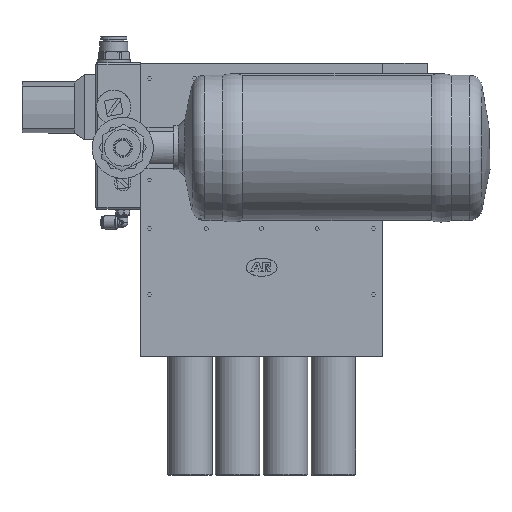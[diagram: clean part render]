
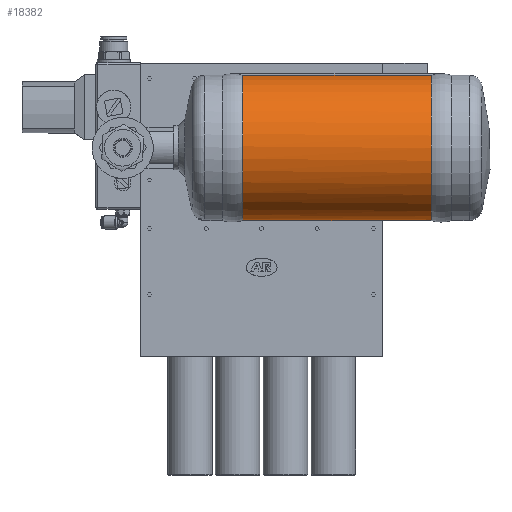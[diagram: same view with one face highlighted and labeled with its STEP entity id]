
A CAD part, top view. The second image highlights one B-rep face of the part: STEP entity #18382.
In plain terms, the highlighted cylindrical face has radius 57 mm (diameter 114 mm), a full revolution.
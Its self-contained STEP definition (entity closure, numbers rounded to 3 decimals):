
#596=CYLINDRICAL_SURFACE('',#19711,57.);
#942=FACE_OUTER_BOUND('',#2061,.T.);
#2061=EDGE_LOOP('',(#12865,#12866,#12867,#12868,#12869,#12870,#12871,#12872,
#12873,#12874));
#3288=CIRCLE('',#19712,57.);
#3289=CIRCLE('',#19713,57.);
#3290=CIRCLE('',#19714,57.);
#3291=CIRCLE('',#19715,57.);
#3292=CIRCLE('',#19716,57.);
#3293=CIRCLE('',#19717,57.);
#4055=LINE('',#28034,#5856);
#4056=LINE('',#28038,#5857);
#4057=LINE('',#28045,#5858);
#5856=VECTOR('',#22146,10.);
#5857=VECTOR('',#22149,57.);
#5858=VECTOR('',#22156,10.);
#7732=VERTEX_POINT('',#28030);
#7733=VERTEX_POINT('',#28031);
#7734=VERTEX_POINT('',#28033);
#7735=VERTEX_POINT('',#28035);
#7736=VERTEX_POINT('',#28037);
#7737=VERTEX_POINT('',#28039);
#7738=VERTEX_POINT('',#28042);
#7739=VERTEX_POINT('',#28044);
#9698=EDGE_CURVE('',#7732,#7733,#3288,.T.);
#9699=EDGE_CURVE('',#7734,#7732,#4055,.T.);
#9700=EDGE_CURVE('',#7735,#7734,#3289,.T.);
#9701=EDGE_CURVE('',#7735,#7736,#4056,.T.);
#9702=EDGE_CURVE('',#7736,#7737,#3290,.T.);
#9703=EDGE_CURVE('',#7737,#7736,#3291,.T.);
#9704=EDGE_CURVE('',#7738,#7735,#3292,.T.);
#9705=EDGE_CURVE('',#7739,#7738,#4057,.T.);
#9706=EDGE_CURVE('',#7733,#7739,#3293,.T.);
#12865=ORIENTED_EDGE('',*,*,#9698,.F.);
#12866=ORIENTED_EDGE('',*,*,#9699,.F.);
#12867=ORIENTED_EDGE('',*,*,#9700,.F.);
#12868=ORIENTED_EDGE('',*,*,#9701,.T.);
#12869=ORIENTED_EDGE('',*,*,#9702,.T.);
#12870=ORIENTED_EDGE('',*,*,#9703,.T.);
#12871=ORIENTED_EDGE('',*,*,#9701,.F.);
#12872=ORIENTED_EDGE('',*,*,#9704,.F.);
#12873=ORIENTED_EDGE('',*,*,#9705,.F.);
#12874=ORIENTED_EDGE('',*,*,#9706,.F.);
#18382=ADVANCED_FACE('',(#942),#596,.T.);
#19711=AXIS2_PLACEMENT_3D('',#28029,#22142,#22143);
#19712=AXIS2_PLACEMENT_3D('',#28032,#22144,#22145);
#19713=AXIS2_PLACEMENT_3D('',#28036,#22147,#22148);
#19714=AXIS2_PLACEMENT_3D('',#28040,#22150,#22151);
#19715=AXIS2_PLACEMENT_3D('',#28041,#22152,#22153);
#19716=AXIS2_PLACEMENT_3D('',#28043,#22154,#22155);
#19717=AXIS2_PLACEMENT_3D('',#28046,#22157,#22158);
#22142=DIRECTION('center_axis',(-1.,0.,0.));
#22143=DIRECTION('ref_axis',(0.,-0.004,
1.));
#22144=DIRECTION('center_axis',(-1.,0.,0.));
#22145=DIRECTION('ref_axis',(0.,-0.004,
1.));
#22146=DIRECTION('',(-1.,0.,0.));
#22147=DIRECTION('center_axis',(-1.,0.,0.));
#22148=DIRECTION('ref_axis',(0.,-0.004,1.));
#22149=DIRECTION('',(1.,0.,0.));
#22150=DIRECTION('center_axis',(-1.,0.,0.));
#22151=DIRECTION('ref_axis',(0.,-0.004,
1.));
#22152=DIRECTION('center_axis',(-1.,0.,0.));
#22153=DIRECTION('ref_axis',(0.,-0.004,
1.));
#22154=DIRECTION('center_axis',(-1.,0.,0.));
#22155=DIRECTION('ref_axis',(0.,-0.004,1.));
#22156=DIRECTION('',(1.,0.,0.));
#22157=DIRECTION('center_axis',(-1.,0.,0.));
#22158=DIRECTION('ref_axis',(0.,-0.004,
1.));
#28029=CARTESIAN_POINT('Origin',(85.151,163.5,94.25));
#28030=CARTESIAN_POINT('',(-16.198,140.719,42.));
#28031=CARTESIAN_POINT('',(-16.198,220.499,94.506));
#28032=CARTESIAN_POINT('Origin',(-16.198,163.5,94.25));
#28033=CARTESIAN_POINT('',(93.5,140.719,42.));
#28034=CARTESIAN_POINT('',(85.151,140.719,42.));
#28035=CARTESIAN_POINT('',(93.5,163.755,37.251));
#28036=CARTESIAN_POINT('Origin',(93.5,163.5,94.25));
#28037=CARTESIAN_POINT('',(131.5,163.755,37.251));
#28038=CARTESIAN_POINT('',(85.151,163.755,37.251));
#28039=CARTESIAN_POINT('',(131.5,220.499,94.506));
#28040=CARTESIAN_POINT('Origin',(131.5,163.5,94.25));
#28041=CARTESIAN_POINT('Origin',(131.5,163.5,94.25));
#28042=CARTESIAN_POINT('',(93.5,186.28,42.));
#28043=CARTESIAN_POINT('Origin',(93.5,163.5,94.25));
#28044=CARTESIAN_POINT('',(-16.198,186.28,42.));
#28045=CARTESIAN_POINT('',(85.151,186.28,42.));
#28046=CARTESIAN_POINT('Origin',(-16.198,163.5,94.25));
